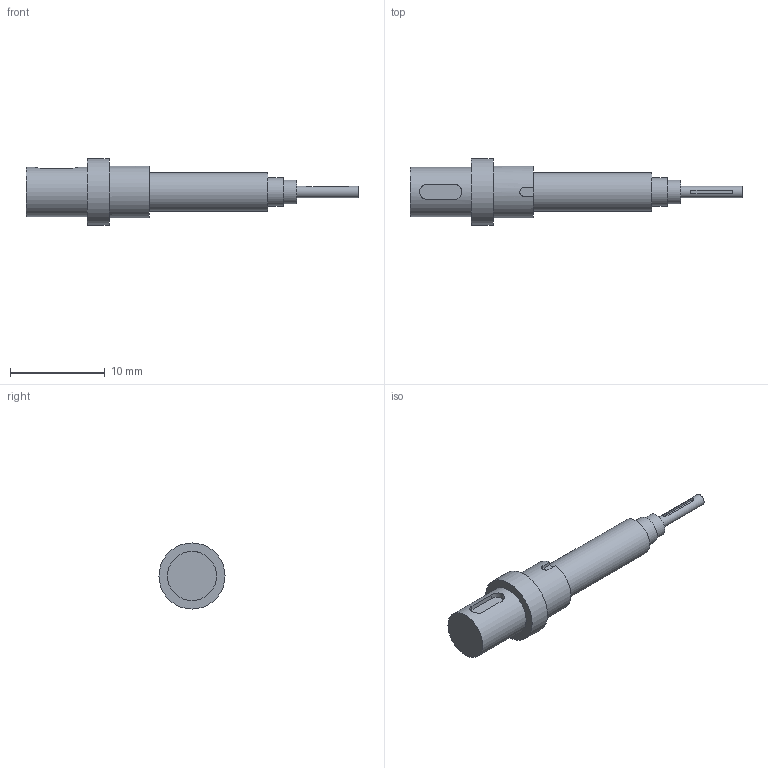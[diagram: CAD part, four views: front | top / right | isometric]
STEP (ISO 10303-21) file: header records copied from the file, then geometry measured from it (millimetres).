
FILE_DESCRIPTION(('Open CASCADE Model'),'2;1');
FILE_NAME('Open CASCADE Shape Model','2026-01-28T13:44:55',('Author'),( 'Open CASCADE'),'Open CASCADE STEP processor 7.7','Open CASCADE 7.7' ,'Unknown');
FILE_SCHEMA(('AUTOMOTIVE_DESIGN { 1 0 10303 214 1 1 1 1 }'));
Length unit declared in the file: millimetre
Products named in the file (1): Open CASCADE STEP translator 7.7 1
Bounding box: 35.13 x 7 x 7 mm (x, y, z)
Volume: 514.3 mm3; surface area: 528 mm2
Topology: 1 solids, 1 shells, 29 faces, 62 edges, 43 vertices
Faces by surface type: plane 17, cylinder 12
Full cylindrical faces by diameter (mm): 1.2 x1, 2.5 x1, 3 x1, 4.1 x1, 5.2 x1, 5.5 x1, 7 x1
Entity records: 2147 total; most frequent: CARTESIAN_POINT 897, DIRECTION 217, ORIENTED_EDGE 124, PCURVE 124, DEFINITIONAL_REPRESENTATION 124, LINE 102, VECTOR 102, EDGE_CURVE 62
